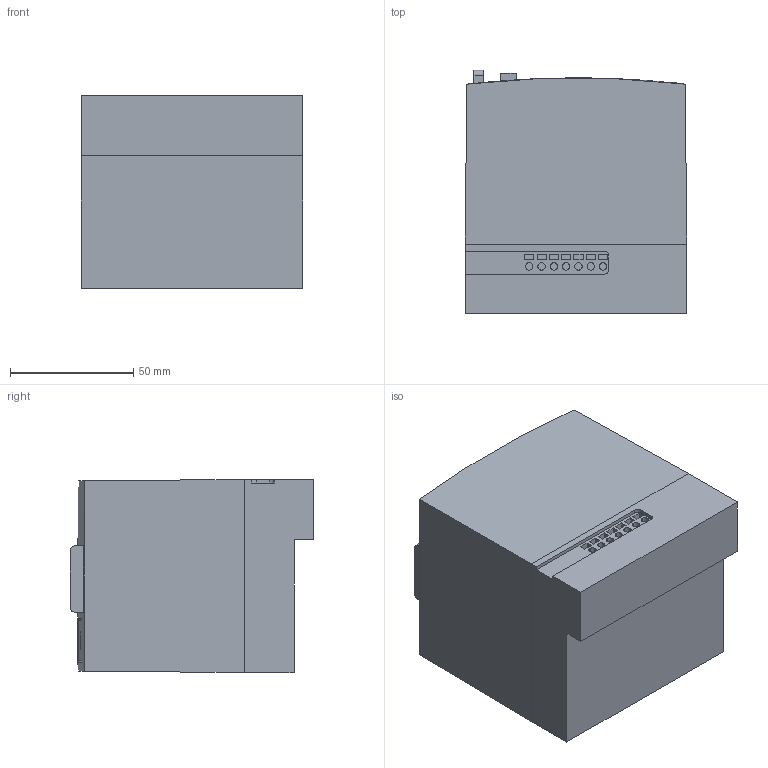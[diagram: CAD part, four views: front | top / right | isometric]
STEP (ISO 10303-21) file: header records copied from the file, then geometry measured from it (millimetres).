
FILE_DESCRIPTION(('CATIA V5 STEP Exchange'),'2;1');
FILE_NAME('1SDH001295R0647_1PA_001_00_XT4_3P_4P_WITHDRAWABLE_MOE.stp','2014-11-11T15:33:10+00:00',('none'),('none'),'CATIA Version 5 Release 20 SP 1 (IN-10)','CATIA V5 STEP AP214','none');
FILE_SCHEMA(('AUTOMOTIVE_DESIGN { 1 0 10303 214 1 1 1 1 }'));
Length unit declared in the file: millimetre
Products named in the file (1): 1SDH001295R0647_1PA_001_00_XT4_3P_4P_WITHDRAWABLE_MOE
Bounding box: 90 x 99 x 78.5 mm (x, y, z)
Volume: 621484.5 mm3; surface area: 49194.1 mm2
Topology: 1 solids, 1 shells, 186 faces, 440 edges, 274 vertices
Faces by surface type: plane 115, cylinder 49, torus 14, sphere 8
Entity records: 5040 total; most frequent: CARTESIAN_POINT 928, ORIENTED_EDGE 864, DIRECTION 702, EDGE_CURVE 432, VECTOR 291, LINE 291, VERTEX_POINT 274, AXIS2_PLACEMENT_3D 272
